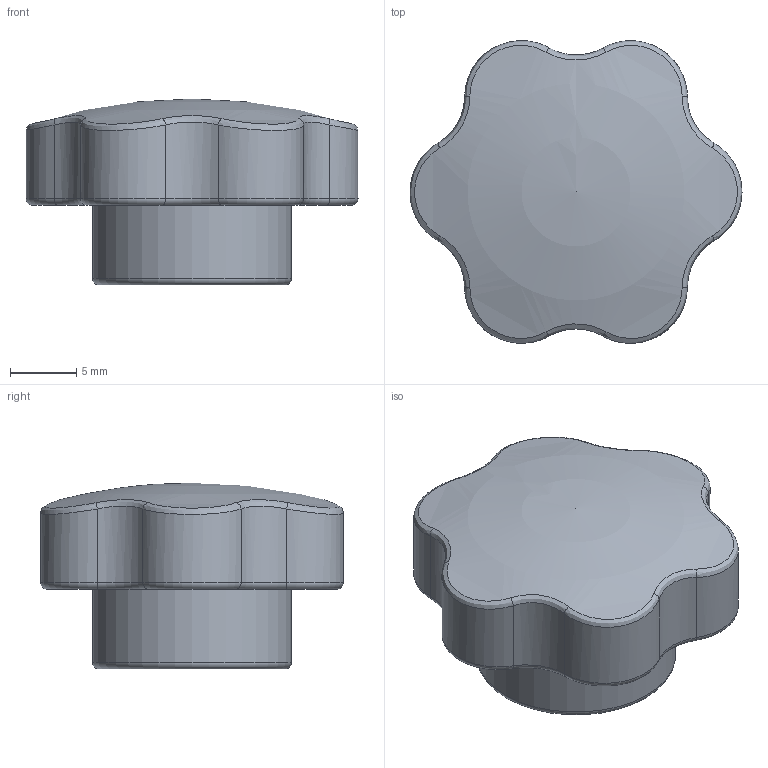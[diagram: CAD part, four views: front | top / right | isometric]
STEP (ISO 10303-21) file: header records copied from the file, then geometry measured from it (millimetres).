
FILE_DESCRIPTION( ( 'Unknown' ), '1' );
FILE_NAME( '6329000_VSB25_M04.stp', 'Unknown', ( 'Unknown' ), ( 'Unknown' ), 'PSStep 11.0', 'Unknown', ' ' );
FILE_SCHEMA( ( 'AUTOMOTIVE_DESIGN { 1 0 10303 214 1 1 1 1 }' ) );
Length unit declared in the file: millimetre
Products named in the file (1): 6329000
Bounding box: 25 x 22.8 x 14 mm (x, y, z)
Volume: 3952 mm3; surface area: 1680.9 mm2
Topology: 1 solids, 1 shells, 44 faces, 100 edges, 58 vertices
Faces by surface type: cylinder 14, torus 13, bspline 12, plane 2, cone 2, sphere 1
Full cylindrical faces by diameter (mm): 3.242 x1, 15 x1
Entity records: 4794 total; most frequent: CARTESIAN_POINT 3544, DIRECTION 186, ORIENTED_EDGE 180, EDGE_CURVE 90, AXIS2_PLACEMENT_3D 87, VERTEX_POINT 55, CIRCLE 54, EDGE_LOOP 50
